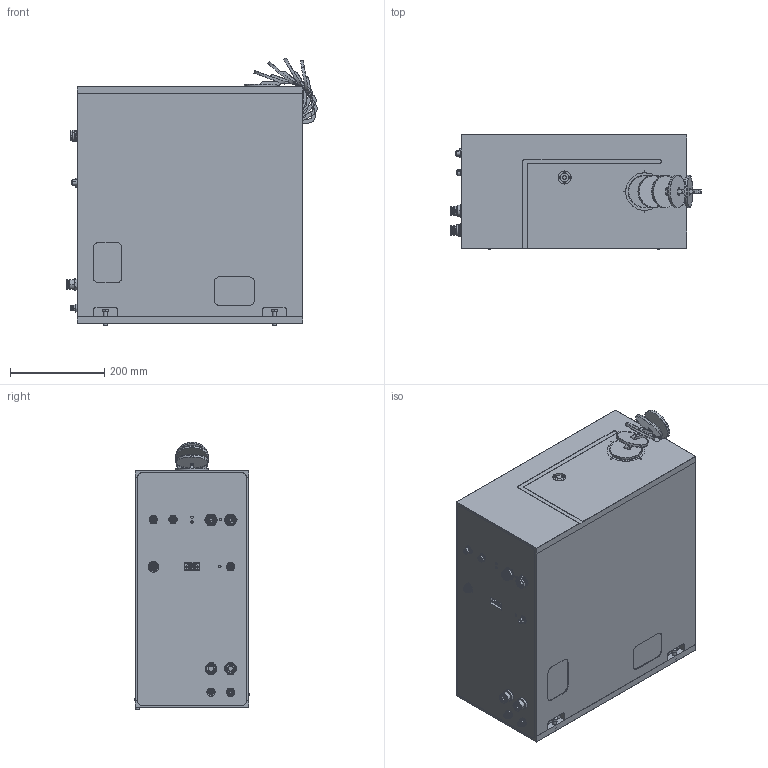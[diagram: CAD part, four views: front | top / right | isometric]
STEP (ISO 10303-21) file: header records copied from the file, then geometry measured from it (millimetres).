
FILE_DESCRIPTION(/* description */ (''),/* implementation_level */ '2;1');
FILE_NAME(/* name */ 'BCS-STÖRKONTUR',/* time_stamp */ '2019-11-14T10:35:56+01:00',/* author */ (''),/* organization */ (''),/* preprocessor_version */ 'ST-DEVELOPER v16.5',/* originating_system */ 'HiCAD 2018 2302.3 Build 504',/* authorisation */ '');
FILE_SCHEMA (('AUTOMOTIVE_DESIGN { 1 0 10303 214 1 1 1 1 }'));
Products named in the file (71): Root; BCS Primes Standard lange Brennweite_Baugruppe; Anschlußfeld_Baugruppe; RS485-Buchse IP65; RS485; 003_000X; 005_000X; 004_000L; Stecker_Baugruppe; 1539143 SACC-E-MU-PG13,5; 1520000-ProfiBUS 5-pol. M16 B W; 1520013-PofiBUS 5-pol. M16 B M; 1521452-ProfiBUS Power 5-pol. PG13 M; 1521449-ProfiBUS Power 5-pol. PG13 W; 1440164 EMV-Mutter SACC-M16-KD-NUT-SH; 1520055; 348717B_959M-12_ASM; 348717B_959M-12-OUM; 251718_256M-M22X15; 348710B_959M-6_ASM; 348710B_959M-6-OUM; 251704_256M-M14X1; Distanzbolzen UNC 4-40; 348708B_959M-6-4_ASM; 348708B_959M-6-4-OUM; LED-Blau; LED-Grün; LED-Gelb; 1404548 VS-BH-M12FSX-10G-GJ45-90; Mutter_PG9_für_M12_Buchse-8pol; Gehäuse_90; BCS-Anschlussfeld; Seitenplatte-L; Seitenplatte-R; Frontblech; Klappe; BCS-Shutter-Deckel-2015; BCS-Schwenkhebel-2015; Normteilgruppe _0; ISO 14579-M3x6-A2-70_Zylinderkopfschrauben_0 ...
Assembly tree (70 placements, depth 5):
  Root
    BCS Primes Standard lange Brennweite_Baugruppe
      Anschlußfeld_Baugruppe
        RS485-Buchse IP65
          RS485
          003_000X
          005_000X
          004_000L
        Stecker_Baugruppe
          1539143 SACC-E-MU-PG13,5
          1539143 SACC-E-MU-PG13,5
          1520000-ProfiBUS 5-pol. M16 B W
          1520013-PofiBUS 5-pol. M16 B M
          1521452-ProfiBUS Power 5-pol. PG13 M
          1521449-ProfiBUS Power 5-pol. PG13 W
          1440164 EMV-Mutter SACC-M16-KD-NUT-SH
          1440164 EMV-Mutter SACC-M16-KD-NUT-SH
          1440164 EMV-Mutter SACC-M16-KD-NUT-SH
          1520055
        348717B_959M-12_ASM
          348717B_959M-12-OUM
          251718_256M-M22X15
        348717B_959M-12_ASM
          348717B_959M-12-OUM
          251718_256M-M22X15
        348710B_959M-6_ASM
          348710B_959M-6-OUM
          251704_256M-M14X1
        Distanzbolzen UNC 4-40
        Distanzbolzen UNC 4-40
        348708B_959M-6-4_ASM
          348708B_959M-6-4-OUM
          251704_256M-M14X1
        LED-Blau
        LED-Grün
        LED-Grün
        LED-Gelb
        1404548 VS-BH-M12FSX-10G-GJ45-90
          Mutter_PG9_für_M12_Buchse-8pol
          Gehäuse_90
        BCS-Anschlussfeld
      Seitenplatte-L
      Seitenplatte-R
      Frontblech
      Klappe
        BCS-Shutter-Deckel-2015
        BCS-Schwenkhebel-2015
      Klappe
        BCS-Shutter-Deckel-2015
        BCS-Schwenkhebel-2015
      Klappe
        BCS-Shutter-Deckel-2015
        BCS-Schwenkhebel-2015
      Klappe
        BCS-Shutter-Deckel-2015
        BCS-Schwenkhebel-2015
      Klappe
        BCS-Shutter-Deckel-2015
        BCS-Schwenkhebel-2015
      Normteilgruppe _0
Bounding box: 532.89 x 246.01 x 570.03 mm (x, y, z)
Volume: 11563663.7 mm3; surface area: 2099804.2 mm2
Topology: 54 solids, 54 shells, 4429 faces, 11029 edges, 6936 vertices
Faces by surface type: plane 1868, cylinder 1425, cone 800, torus 240, bspline 63, sphere 33
Full cylindrical faces by diameter (mm): 1 x13, 1.509 x2, 2.045 x2, 2.387 x15, 2.4 x4, 2.824 x2, 3 x4, 3.2 x17, 3.4 x20, 4.5 x4, 5 x4, 5.5 x4, 6 x15, 7 x4, 8 x5, 10 x2, 14 x5, 14.5 x2, 17.1 x1, 18.4 x1, 19 x1, 19.06 x2, 22.5 x2, 28 x2, 60 x1, 66 x1, 69 x5, 80 x1
Entity records: 234218 total; most frequent: CARTESIAN_POINT 35105, DIRECTION 23792, PRESENTATION_STYLE_ASSIGNMENT 21478, OVER_RIDING_STYLED_ITEM 21424, DRAUGHTING_PRE_DEFINED_CURVE_FONT 21416, CURVE_STYLE 21416, ORIENTED_EDGE 21416, EDGE_CURVE 10708
